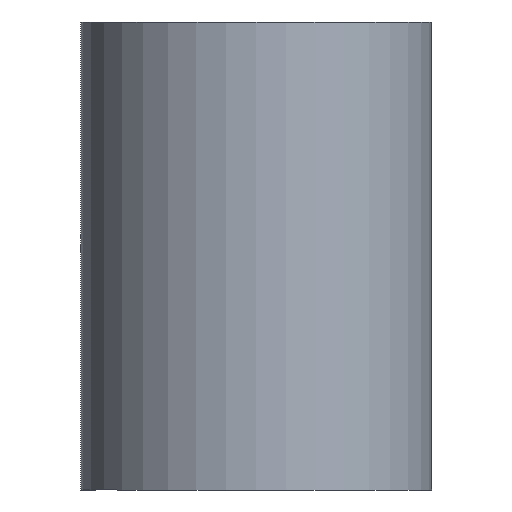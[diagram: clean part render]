
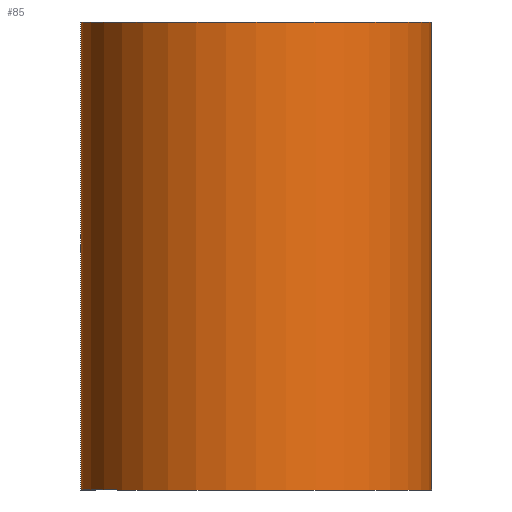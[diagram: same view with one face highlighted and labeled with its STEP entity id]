
A CAD part, left-side view. The second image highlights one B-rep face of the part: STEP entity #85.
In plain terms, the highlighted cylindrical face has radius 9.525 mm (diameter 19.05 mm), a partial arc.
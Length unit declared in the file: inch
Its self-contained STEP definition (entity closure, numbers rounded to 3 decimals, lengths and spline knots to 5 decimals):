
#13 = VECTOR ( 'NONE', #36, 39.37008 ) ;
#23 = CYLINDRICAL_SURFACE ( 'NONE', #110, 0.375 ) ;
#27 = AXIS2_PLACEMENT_3D ( 'NONE', #72, #90, #133 ) ;
#31 = LINE ( 'NONE', #95, #163 ) ;
#34 = VERTEX_POINT ( 'NONE', #173 ) ;
#36 = DIRECTION ( 'NONE',  ( 0., 0., 1. ) ) ;
#37 = CARTESIAN_POINT ( 'NONE',  ( 0., -0.375, -0.5 ) ) ;
#38 = CIRCLE ( 'NONE', #27, 0.375 ) ;
#50 = EDGE_CURVE ( 'NONE', #114, #34, #31, .T. ) ;
#67 = DIRECTION ( 'NONE',  ( 0., 0., 1. ) ) ;
#69 = CARTESIAN_POINT ( 'NONE',  ( 0., 0., 0.59783 ) ) ;
#72 = CARTESIAN_POINT ( 'NONE',  ( 0., 0., 0.5 ) ) ;
#81 = EDGE_CURVE ( 'NONE', #34, #96, #38, .T. ) ;
#82 = DIRECTION ( 'NONE',  ( 0., 0., 1. ) ) ;
#85 = ADVANCED_FACE ( 'NONE', ( #120 ), #23, .T. ) ;
#90 = DIRECTION ( 'NONE',  ( 0., 0., 1. ) ) ;
#95 = CARTESIAN_POINT ( 'NONE',  ( 0., 0.375, 0.59783 ) ) ;
#96 = VERTEX_POINT ( 'NONE', #195 ) ;
#99 = CARTESIAN_POINT ( 'NONE',  ( 0., 0.375, -0.5 ) ) ;
#102 = AXIS2_PLACEMENT_3D ( 'NONE', #131, #67, #130 ) ;
#110 = AXIS2_PLACEMENT_3D ( 'NONE', #69, #179, #164 ) ;
#114 = VERTEX_POINT ( 'NONE', #99 ) ;
#116 = CIRCLE ( 'NONE', #102, 0.375 ) ;
#119 = CARTESIAN_POINT ( 'NONE',  ( 0., -0.375, 0.59783 ) ) ;
#120 = FACE_OUTER_BOUND ( 'NONE', #186, .T. ) ;
#128 = ORIENTED_EDGE ( 'NONE', *, *, #50, .F. ) ;
#129 = ORIENTED_EDGE ( 'NONE', *, *, #81, .F. ) ;
#130 = DIRECTION ( 'NONE',  ( 0., -1., 0. ) ) ;
#131 = CARTESIAN_POINT ( 'NONE',  ( 0., 0., -0.5 ) ) ;
#133 = DIRECTION ( 'NONE',  ( 0., -1., 0. ) ) ;
#158 = VERTEX_POINT ( 'NONE', #37 ) ;
#163 = VECTOR ( 'NONE', #82, 39.37008 ) ;
#164 = DIRECTION ( 'NONE',  ( 0., -1., 0. ) ) ;
#168 = EDGE_CURVE ( 'NONE', #114, #158, #116, .T. ) ;
#172 = EDGE_CURVE ( 'NONE', #158, #96, #194, .T. ) ;
#173 = CARTESIAN_POINT ( 'NONE',  ( 0., 0.375, 0.5 ) ) ;
#174 = ORIENTED_EDGE ( 'NONE', *, *, #168, .T. ) ;
#179 = DIRECTION ( 'NONE',  ( 0., 0., 1. ) ) ;
#186 = EDGE_LOOP ( 'NONE', ( #128, #174, #204, #129 ) ) ;
#194 = LINE ( 'NONE', #119, #13 ) ;
#195 = CARTESIAN_POINT ( 'NONE',  ( 0., -0.375, 0.5 ) ) ;
#204 = ORIENTED_EDGE ( 'NONE', *, *, #172, .T. ) ;
